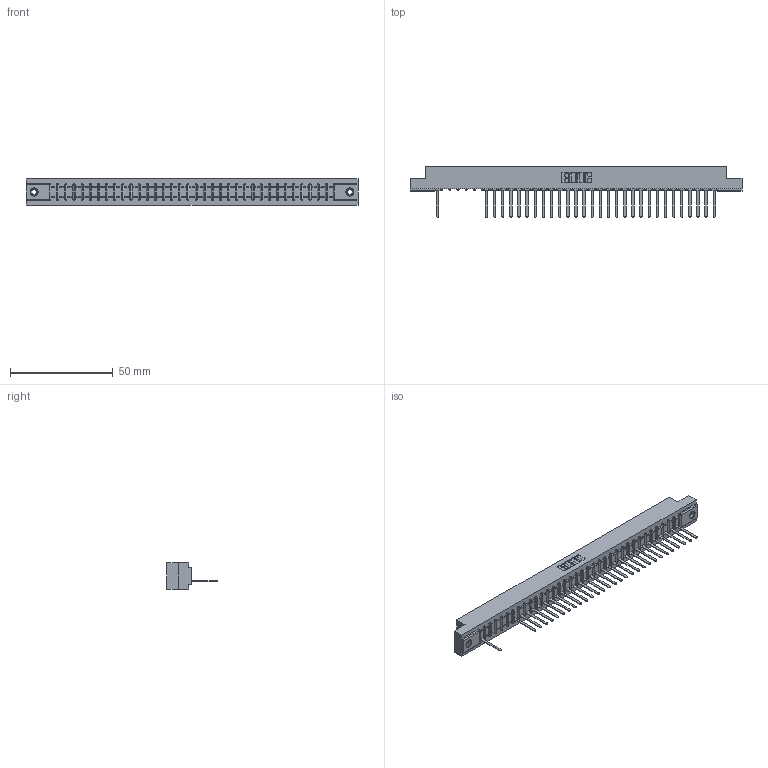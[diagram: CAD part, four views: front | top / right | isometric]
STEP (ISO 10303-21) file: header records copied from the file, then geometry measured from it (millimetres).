
FILE_DESCRIPTION (( 'STEP AP203' ), '1' );
FILE_NAME ('357-035-541-108.STEP', '2018-08-10T04:33:14', ( '' ), ( '' ), 'SwSTEP 2.0', 'SolidWorks 2016', '' );
FILE_SCHEMA (( 'CONFIG_CONTROL_DESIGN' ));
Length unit declared in the file: inch
Products named in the file (4): 307 Part_.156 Dia Mounting Holes; 307-290-002_541; 345-250-001_345-250-003-102; 357-035-541-108
Assembly tree (33 placements, depth 2):
  357-035-541-108
    307 Part_.156 Dia Mounting Holes
    307-290-002_541  x30
    345-250-001_345-250-003-102  x2
Bounding box: 161.7 x 24.59 x 12.7 mm (x, y, z)
Volume: 17184.8 mm3; surface area: 21091.9 mm2
Topology: 33 solids, 33 shells, 2534 faces, 7739 edges, 5054 vertices
Faces by surface type: plane 1512, cylinder 934, sphere 72, cone 12, torus 4
Entity records: 32611 total; most frequent: CARTESIAN_POINT 5502, ORIENTED_EDGE 5490, DIRECTION 5353, EDGE_CURVE 2745, VECTOR 2099, LINE 2099, VERTEX_POINT 1776, AXIS2_PLACEMENT_3D 1627
